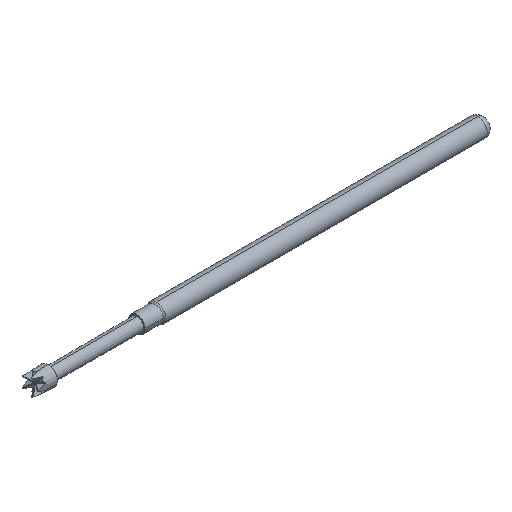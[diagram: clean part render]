
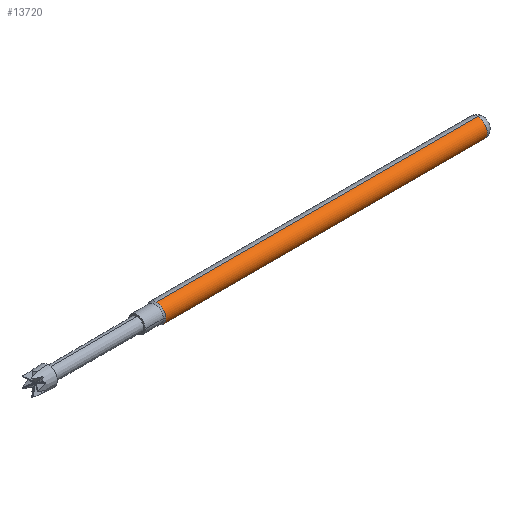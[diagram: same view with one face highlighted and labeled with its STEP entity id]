
A CAD part, isometric view. The second image highlights one B-rep face of the part: STEP entity #13720.
In plain terms, the highlighted cylindrical face has radius 0.683 mm (diameter 1.367 mm), a partial arc.
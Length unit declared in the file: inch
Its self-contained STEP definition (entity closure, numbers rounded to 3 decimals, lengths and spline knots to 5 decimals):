
#919 = EDGE_LOOP ( 'NONE', ( #14476, #7152, #10995, #7431, #16823 ) ) ;
#1064 = DIRECTION ( 'NONE',  ( -1., 0., 0. ) ) ;
#1163 = VERTEX_POINT ( 'NONE', #9530 ) ;
#1378 = LINE ( 'NONE', #5351, #3693 ) ;
#1854 = CIRCLE ( 'NONE', #2781, 0.0269 ) ;
#2781 = AXIS2_PLACEMENT_3D ( 'NONE', #12228, #16220, #4279 ) ;
#3224 = DIRECTION ( 'NONE',  ( -1., 0., 0. ) ) ;
#3693 = VECTOR ( 'NONE', #3887, 39.37008 ) ;
#3748 = CARTESIAN_POINT ( 'NONE',  ( 1.0003, 0., 0.0269 ) ) ;
#3887 = DIRECTION ( 'NONE',  ( -1., 0., 0. ) ) ;
#4279 = DIRECTION ( 'NONE',  ( 0., 1., 0. ) ) ;
#5008 = CIRCLE ( 'NONE', #5721, 0.0269 ) ;
#5175 = CARTESIAN_POINT ( 'NONE',  ( 0.9803, 0., 0. ) ) ;
#5351 = CARTESIAN_POINT ( 'NONE',  ( 1.0003, 0., -0.0269 ) ) ;
#5614 = VECTOR ( 'NONE', #10038, 39.37008 ) ;
#5721 = AXIS2_PLACEMENT_3D ( 'NONE', #5175, #1064, #9356 ) ;
#6039 = EDGE_CURVE ( 'NONE', #1163, #12422, #5008, .T. ) ;
#6589 = VERTEX_POINT ( 'NONE', #16221 ) ;
#6647 = CARTESIAN_POINT ( 'NONE',  ( 0.0565, -0.0269, 0. ) ) ;
#7152 = ORIENTED_EDGE ( 'NONE', *, *, #6039, .T. ) ;
#7222 = VERTEX_POINT ( 'NONE', #11761 ) ;
#7310 = AXIS2_PLACEMENT_3D ( 'NONE', #10724, #13518, #14712 ) ;
#7400 = CARTESIAN_POINT ( 'NONE',  ( 1.0003, 0., 0. ) ) ;
#7431 = ORIENTED_EDGE ( 'NONE', *, *, #7718, .T. ) ;
#7718 = EDGE_CURVE ( 'NONE', #6589, #8652, #1854, .T. ) ;
#7902 = CARTESIAN_POINT ( 'NONE',  ( 0.9803, 0., 0.0269 ) ) ;
#8652 = VERTEX_POINT ( 'NONE', #6647 ) ;
#8753 = DIRECTION ( 'NONE',  ( 0., 0., 1. ) ) ;
#8866 = AXIS2_PLACEMENT_3D ( 'NONE', #7400, #3224, #8753 ) ;
#9356 = DIRECTION ( 'NONE',  ( 0., 0., -1. ) ) ;
#9530 = CARTESIAN_POINT ( 'NONE',  ( 0.9803, 0., -0.0269 ) ) ;
#10038 = DIRECTION ( 'NONE',  ( -1., 0., 0. ) ) ;
#10200 = EDGE_CURVE ( 'NONE', #8652, #7222, #12102, .T. ) ;
#10724 = CARTESIAN_POINT ( 'NONE',  ( 0.0565, 0., 0. ) ) ;
#10995 = ORIENTED_EDGE ( 'NONE', *, *, #14492, .T. ) ;
#11682 = CYLINDRICAL_SURFACE ( 'NONE', #8866, 0.0269 ) ;
#11761 = CARTESIAN_POINT ( 'NONE',  ( 0.0565, 0., -0.0269 ) ) ;
#12102 = CIRCLE ( 'NONE', #7310, 0.0269 ) ;
#12228 = CARTESIAN_POINT ( 'NONE',  ( 0.0565, 0., 0. ) ) ;
#12422 = VERTEX_POINT ( 'NONE', #7902 ) ;
#13518 = DIRECTION ( 'NONE',  ( 1., 0., 0. ) ) ;
#13564 = FACE_OUTER_BOUND ( 'NONE', #919, .T. ) ;
#13720 = ADVANCED_FACE ( 'NONE', ( #13564 ), #11682, .T. ) ;
#13983 = LINE ( 'NONE', #3748, #5614 ) ;
#14476 = ORIENTED_EDGE ( 'NONE', *, *, #17165, .F. ) ;
#14492 = EDGE_CURVE ( 'NONE', #12422, #6589, #13983, .T. ) ;
#14712 = DIRECTION ( 'NONE',  ( 0., 1., 0. ) ) ;
#16220 = DIRECTION ( 'NONE',  ( 1., 0., 0. ) ) ;
#16221 = CARTESIAN_POINT ( 'NONE',  ( 0.0565, 0., 0.0269 ) ) ;
#16823 = ORIENTED_EDGE ( 'NONE', *, *, #10200, .T. ) ;
#17165 = EDGE_CURVE ( 'NONE', #1163, #7222, #1378, .T. ) ;
